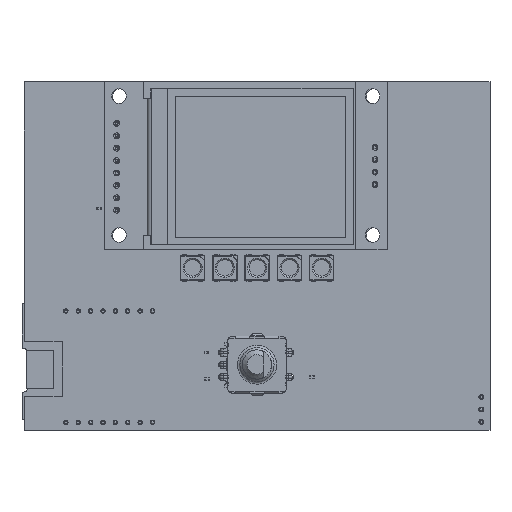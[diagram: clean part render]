
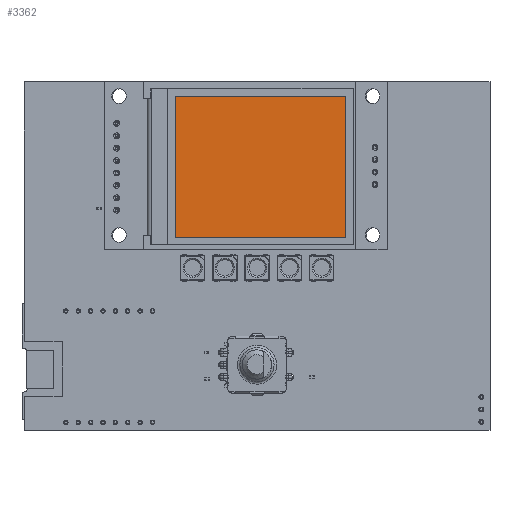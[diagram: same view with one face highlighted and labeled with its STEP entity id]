
A CAD part, top view. The second image highlights one B-rep face of the part: STEP entity #3362.
In plain terms, the highlighted face is planar.
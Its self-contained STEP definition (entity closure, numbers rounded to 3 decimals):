
#3362 = ADVANCED_FACE('',(#3363),#3397,.T.);
#3363 = FACE_BOUND('',#3364,.T.);
#3364 = EDGE_LOOP('',(#3365,#3375,#3383,#3391));
#3365 = ORIENTED_EDGE('',*,*,#3366,.T.);
#3366 = EDGE_CURVE('',#3367,#3369,#3371,.T.);
#3367 = VERTEX_POINT('',#3368);
#3368 = CARTESIAN_POINT('',(-18.064,10.538,
    10.018));
#3369 = VERTEX_POINT('',#3370);
#3370 = CARTESIAN_POINT('',(10.936,10.538,
    10.018));
#3371 = LINE('',#3372,#3373);
#3372 = CARTESIAN_POINT('',(-3.564,10.538,
    10.018));
#3373 = VECTOR('',#3374,1.);
#3374 = DIRECTION('',(1.,0.,0.));
#3375 = ORIENTED_EDGE('',*,*,#3376,.T.);
#3376 = EDGE_CURVE('',#3369,#3377,#3379,.T.);
#3377 = VERTEX_POINT('',#3378);
#3378 = CARTESIAN_POINT('',(10.936,10.538,
    45.018));
#3379 = LINE('',#3380,#3381);
#3380 = CARTESIAN_POINT('',(10.936,10.538,
    25.268));
#3381 = VECTOR('',#3382,1.);
#3382 = DIRECTION('',(0.,0.,1.));
#3383 = ORIENTED_EDGE('',*,*,#3384,.T.);
#3384 = EDGE_CURVE('',#3377,#3385,#3387,.T.);
#3385 = VERTEX_POINT('',#3386);
#3386 = CARTESIAN_POINT('',(-18.064,10.538,
    45.018));
#3387 = LINE('',#3388,#3389);
#3388 = CARTESIAN_POINT('',(-3.564,10.538,
    45.018));
#3389 = VECTOR('',#3390,1.);
#3390 = DIRECTION('',(-1.,0.,0.));
#3391 = ORIENTED_EDGE('',*,*,#3392,.T.);
#3392 = EDGE_CURVE('',#3385,#3367,#3393,.T.);
#3393 = LINE('',#3394,#3395);
#3394 = CARTESIAN_POINT('',(-18.064,10.538,
    25.268));
#3395 = VECTOR('',#3396,1.);
#3396 = DIRECTION('',(0.,0.,-1.));
#3397 = PLANE('',#3398);
#3398 = AXIS2_PLACEMENT_3D('',#3399,#3400,#3401);
#3399 = CARTESIAN_POINT('',(-3.564,10.538,
    25.268));
#3400 = DIRECTION('',(0.,-1.,0.));
#3401 = DIRECTION('',(1.,0.,0.));
